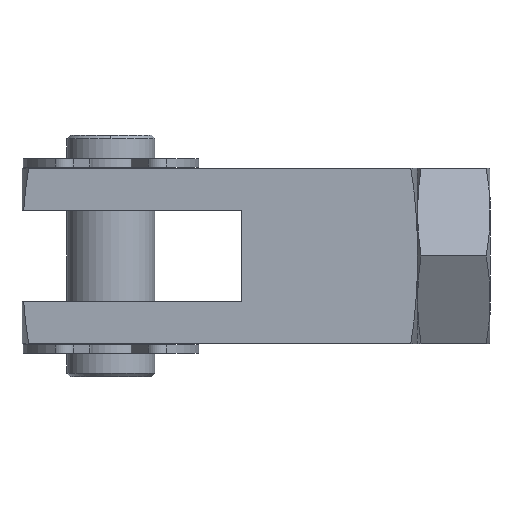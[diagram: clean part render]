
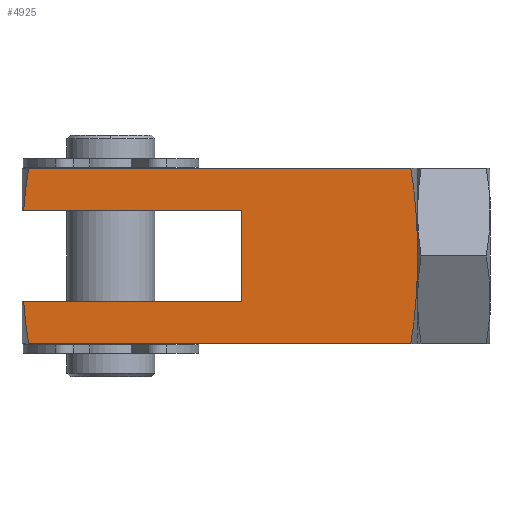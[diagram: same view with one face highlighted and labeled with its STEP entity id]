
A CAD part, front view. The second image highlights one B-rep face of the part: STEP entity #4925.
In plain terms, the highlighted planar face has unit normal (0, -1, 0).
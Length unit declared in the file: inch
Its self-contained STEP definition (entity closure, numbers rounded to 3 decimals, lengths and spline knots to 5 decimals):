
#42 = ORIENTED_EDGE ( 'NONE', *, *, #2588, .F. ) ;
#49 = CARTESIAN_POINT ( 'NONE',  ( 1.28144, -0.375, -0.375 ) ) ;
#89 = CARTESIAN_POINT ( 'NONE',  ( 1.31, -0.375, -0.375 ) ) ;
#243 = LINE ( 'NONE', #1234, #4317 ) ;
#264 = VERTEX_POINT ( 'NONE', #5577 ) ;
#484 = CARTESIAN_POINT ( 'NONE',  ( 1.31, -0.375, 0. ) ) ;
#511 = AXIS2_PLACEMENT_3D ( 'NONE', #3166, #6886, #3693 ) ;
#515 = B_SPLINE_CURVE_WITH_KNOTS ( 'NONE', 3,
 ( #1005, #5788, #3138, #6865, #3660, #484 ),
 .UNSPECIFIED., .F., .F.,
 ( 4, 2, 4 ),
 ( 0., 0.00478, 0.00955 ),
 .UNSPECIFIED. ) ;
#596 = EDGE_CURVE ( 'NONE', #692, #6596, #743, .T. ) ;
#692 = VERTEX_POINT ( 'NONE', #3182 ) ;
#739 = DIRECTION ( 'NONE',  ( 1., 0., 0. ) ) ;
#743 = B_SPLINE_CURVE_WITH_KNOTS ( 'NONE', 3,
 ( #5274, #1617, #2691, #6411, #3229, #49 ),
 .UNSPECIFIED., .F., .F.,
 ( 4, 2, 4 ),
 ( 0., 0.00478, 0.00955 ),
 .UNSPECIFIED. ) ;
#850 = DIRECTION ( 'NONE',  ( 0., 0., 1. ) ) ;
#954 = ORIENTED_EDGE ( 'NONE', *, *, #5457, .F. ) ;
#1005 = CARTESIAN_POINT ( 'NONE',  ( 1.28144, -0.375, 0.375 ) ) ;
#1172 = CARTESIAN_POINT ( 'NONE',  ( -0.35144, -0.375, -0.375 ) ) ;
#1229 = CARTESIAN_POINT ( 'NONE',  ( -0.35144, -0.375, 0.375 ) ) ;
#1234 = CARTESIAN_POINT ( 'NONE',  ( 0., -0.375, 0.375 ) ) ;
#1463 = DIRECTION ( 'NONE',  ( -1., 0., 0. ) ) ;
#1550 = VECTOR ( 'NONE', #850, 39.37008 ) ;
#1580 = B_SPLINE_CURVE_WITH_KNOTS ( 'NONE', 3,
 ( #5563, #2297, #2907, #6627 ),
 .UNSPECIFIED., .F., .F.,
 ( 4, 4 ),
 ( 0., 0.00462 ),
 .UNSPECIFIED. ) ;
#1610 = VERTEX_POINT ( 'NONE', #5629 ) ;
#1617 = CARTESIAN_POINT ( 'NONE',  ( 1.31, -0.375, -0.06286 ) ) ;
#1674 = LINE ( 'NONE', #89, #2923 ) ;
#1730 = DIRECTION ( 'NONE',  ( -1., 0., 0. ) ) ;
#1792 = CARTESIAN_POINT ( 'NONE',  ( 1.31, -0.375, -0.1945 ) ) ;
#1848 = VERTEX_POINT ( 'NONE', #4253 ) ;
#2148 = LINE ( 'NONE', #1792, #3404 ) ;
#2238 = EDGE_LOOP ( 'NONE', ( #5250, #4270, #5808, #4360, #954, #3559, #42, #4353, #2604 ) ) ;
#2297 = CARTESIAN_POINT ( 'NONE',  ( -0.36159, -0.375, -0.31519 ) ) ;
#2462 = CARTESIAN_POINT ( 'NONE',  ( -0.3731, -0.375, -0.1945 ) ) ;
#2588 = EDGE_CURVE ( 'NONE', #264, #692, #515, .T. ) ;
#2604 = ORIENTED_EDGE ( 'NONE', *, *, #4640, .F. ) ;
#2644 = VERTEX_POINT ( 'NONE', #2462 ) ;
#2691 = CARTESIAN_POINT ( 'NONE',  ( 1.30806, -0.375, -0.12558 ) ) ;
#2842 = CARTESIAN_POINT ( 'NONE',  ( -0.35144, -0.375, 0.375 ) ) ;
#2907 = CARTESIAN_POINT ( 'NONE',  ( -0.36859, -0.375, -0.25499 ) ) ;
#2923 = VECTOR ( 'NONE', #3786, 39.37008 ) ;
#2946 = VERTEX_POINT ( 'NONE', #1172 ) ;
#3068 = EDGE_CURVE ( 'NONE', #2644, #1610, #2148, .T. ) ;
#3138 = CARTESIAN_POINT ( 'NONE',  ( 1.29909, -0.375, 0.25062 ) ) ;
#3166 = CARTESIAN_POINT ( 'NONE',  ( 1.31, -0.375, -0.375 ) ) ;
#3182 = CARTESIAN_POINT ( 'NONE',  ( 1.31, -0.375, 0. ) ) ;
#3229 = CARTESIAN_POINT ( 'NONE',  ( 1.29197, -0.375, -0.31294 ) ) ;
#3317 = VECTOR ( 'NONE', #1463, 39.37008 ) ;
#3404 = VECTOR ( 'NONE', #739, 39.37008 ) ;
#3447 = EDGE_CURVE ( 'NONE', #264, #5611, #243, .T. ) ;
#3559 = ORIENTED_EDGE ( 'NONE', *, *, #596, .F. ) ;
#3563 = CARTESIAN_POINT ( 'NONE',  ( 1.31, -0.375, 0.1945 ) ) ;
#3660 = CARTESIAN_POINT ( 'NONE',  ( 1.31, -0.375, 0.06286 ) ) ;
#3693 = DIRECTION ( 'NONE',  ( 0., 0., 1. ) ) ;
#3707 = EDGE_CURVE ( 'NONE', #4590, #1848, #4897, .T. ) ;
#3786 = DIRECTION ( 'NONE',  ( -1., 0., 0. ) ) ;
#3872 = CARTESIAN_POINT ( 'NONE',  ( 1.28144, -0.375, -0.375 ) ) ;
#4035 = CARTESIAN_POINT ( 'NONE',  ( 0.56, -0.375, -0.375 ) ) ;
#4162 = EDGE_CURVE ( 'NONE', #1610, #4590, #5628, .T. ) ;
#4216 = B_SPLINE_CURVE_WITH_KNOTS ( 'NONE', 3,
 ( #5478, #4420, #6027, #2842 ),
 .UNSPECIFIED., .F., .F.,
 ( 4, 4 ),
 ( 0., 0.00462 ),
 .UNSPECIFIED. ) ;
#4253 = CARTESIAN_POINT ( 'NONE',  ( -0.3731, -0.375, 0.1945 ) ) ;
#4270 = ORIENTED_EDGE ( 'NONE', *, *, #4162, .F. ) ;
#4317 = VECTOR ( 'NONE', #1730, 39.37008 ) ;
#4353 = ORIENTED_EDGE ( 'NONE', *, *, #3447, .T. ) ;
#4360 = ORIENTED_EDGE ( 'NONE', *, *, #4701, .F. ) ;
#4420 = CARTESIAN_POINT ( 'NONE',  ( -0.36859, -0.375, 0.25499 ) ) ;
#4590 = VERTEX_POINT ( 'NONE', #4941 ) ;
#4640 = EDGE_CURVE ( 'NONE', #1848, #5611, #4216, .T. ) ;
#4701 = EDGE_CURVE ( 'NONE', #2946, #2644, #1580, .T. ) ;
#4897 = LINE ( 'NONE', #3563, #3317 ) ;
#4925 = ADVANCED_FACE ( 'NONE', ( #6119 ), #5791, .F. ) ;
#4941 = CARTESIAN_POINT ( 'NONE',  ( 0.56, -0.375, 0.1945 ) ) ;
#5250 = ORIENTED_EDGE ( 'NONE', *, *, #3707, .F. ) ;
#5274 = CARTESIAN_POINT ( 'NONE',  ( 1.31, -0.375, 0. ) ) ;
#5457 = EDGE_CURVE ( 'NONE', #6596, #2946, #1674, .T. ) ;
#5478 = CARTESIAN_POINT ( 'NONE',  ( -0.3731, -0.375, 0.1945 ) ) ;
#5563 = CARTESIAN_POINT ( 'NONE',  ( -0.35144, -0.375, -0.375 ) ) ;
#5577 = CARTESIAN_POINT ( 'NONE',  ( 1.28144, -0.375, 0.375 ) ) ;
#5611 = VERTEX_POINT ( 'NONE', #1229 ) ;
#5628 = LINE ( 'NONE', #4035, #1550 ) ;
#5629 = CARTESIAN_POINT ( 'NONE',  ( 0.56, -0.375, -0.1945 ) ) ;
#5788 = CARTESIAN_POINT ( 'NONE',  ( 1.29197, -0.375, 0.31294 ) ) ;
#5791 = PLANE ( 'NONE',  #511 ) ;
#5808 = ORIENTED_EDGE ( 'NONE', *, *, #3068, .F. ) ;
#6027 = CARTESIAN_POINT ( 'NONE',  ( -0.36159, -0.375, 0.31519 ) ) ;
#6119 = FACE_OUTER_BOUND ( 'NONE', #2238, .T. ) ;
#6411 = CARTESIAN_POINT ( 'NONE',  ( 1.29909, -0.375, -0.25062 ) ) ;
#6596 = VERTEX_POINT ( 'NONE', #3872 ) ;
#6627 = CARTESIAN_POINT ( 'NONE',  ( -0.3731, -0.375, -0.1945 ) ) ;
#6865 = CARTESIAN_POINT ( 'NONE',  ( 1.30806, -0.375, 0.12558 ) ) ;
#6886 = DIRECTION ( 'NONE',  ( 0., 1., 0. ) ) ;
